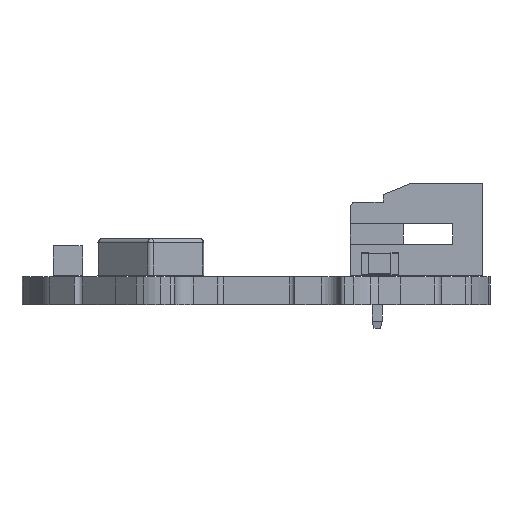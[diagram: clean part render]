
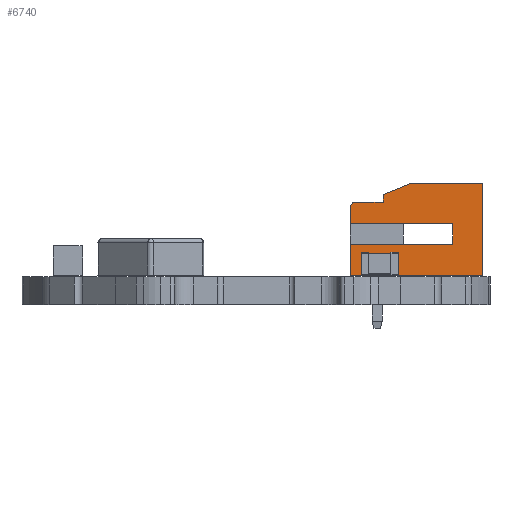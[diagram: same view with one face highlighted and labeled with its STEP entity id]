
A CAD part, left-side view. The second image highlights one B-rep face of the part: STEP entity #6740.
In plain terms, the highlighted planar face has unit normal (-1, 0, 0).
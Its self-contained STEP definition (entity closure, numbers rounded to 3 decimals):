
#3493 = VERTEX_POINT('',#3494);
#3494 = CARTESIAN_POINT('',(-4.,-3.5,0.));
#3500 = EDGE_CURVE('',#3493,#3501,#3503,.T.);
#3501 = VERTEX_POINT('',#3502);
#3502 = CARTESIAN_POINT('',(-4.,3.7,0.));
#3503 = LINE('',#3504,#3505);
#3504 = CARTESIAN_POINT('',(-4.,0.003,0.));
#3505 = VECTOR('',#3506,1.);
#3506 = DIRECTION('',(0.,1.,0.));
#4043 = VERTEX_POINT('',#4044);
#4044 = CARTESIAN_POINT('',(-4.,-1.9,2.8));
#4050 = EDGE_CURVE('',#4051,#4043,#4053,.T.);
#4051 = VERTEX_POINT('',#4052);
#4052 = CARTESIAN_POINT('',(-4.,3.7,2.8));
#4053 = LINE('',#4054,#4055);
#4054 = CARTESIAN_POINT('',(-4.,0.003,2.8));
#4055 = VECTOR('',#4056,1.);
#4056 = DIRECTION('',(0.,-1.,0.));
#4334 = VERTEX_POINT('',#4335);
#4335 = CARTESIAN_POINT('',(-4.,0.4,5.));
#4341 = EDGE_CURVE('',#4342,#4334,#4344,.T.);
#4342 = VERTEX_POINT('',#4343);
#4343 = CARTESIAN_POINT('',(-4.,-3.5,5.));
#4344 = LINE('',#4345,#4346);
#4345 = CARTESIAN_POINT('',(-4.,0.003,5.));
#4346 = VECTOR('',#4347,1.);
#4347 = DIRECTION('',(0.,1.,0.));
#4898 = VERTEX_POINT('',#4899);
#4899 = CARTESIAN_POINT('',(-4.,1.9,4.4));
#4905 = EDGE_CURVE('',#4334,#4898,#4906,.T.);
#4906 = LINE('',#4907,#4908);
#4907 = CARTESIAN_POINT('',(-4.,0.003,5.159));
#4908 = VECTOR('',#4909,1.);
#4909 = DIRECTION('',(0.,0.928,-0.371));
#5388 = VERTEX_POINT('',#5389);
#5389 = CARTESIAN_POINT('',(-4.,1.9,3.98));
#5395 = EDGE_CURVE('',#4898,#5388,#5396,.T.);
#5396 = LINE('',#5397,#5398);
#5397 = CARTESIAN_POINT('',(-4.,1.9,5.3));
#5398 = VECTOR('',#5399,1.);
#5399 = DIRECTION('',(0.,0.,-1.));
#5919 = EDGE_CURVE('',#3493,#4342,#5920,.T.);
#5920 = LINE('',#5921,#5922);
#5921 = CARTESIAN_POINT('',(-4.,-3.5,5.3));
#5922 = VECTOR('',#5923,1.);
#5923 = DIRECTION('',(0.,0.,1.));
#6264 = VERTEX_POINT('',#6265);
#6265 = CARTESIAN_POINT('',(-4.,-1.9,1.7));
#6271 = EDGE_CURVE('',#6264,#4043,#6272,.T.);
#6272 = LINE('',#6273,#6274);
#6273 = CARTESIAN_POINT('',(-4.,-1.9,2.318));
#6274 = VECTOR('',#6275,1.);
#6275 = DIRECTION('',(0.,0.,1.));
#6288 = VERTEX_POINT('',#6289);
#6289 = CARTESIAN_POINT('',(-4.,3.7,1.7));
#6297 = EDGE_CURVE('',#6298,#4051,#6300,.T.);
#6298 = VERTEX_POINT('',#6299);
#6299 = CARTESIAN_POINT('',(-4.,3.7,3.68));
#6300 = LINE('',#6301,#6302);
#6301 = CARTESIAN_POINT('',(-4.,3.7,5.3));
#6302 = VECTOR('',#6303,1.);
#6303 = DIRECTION('',(0.,0.,-1.));
#6320 = EDGE_CURVE('',#6288,#3501,#6321,.T.);
#6321 = LINE('',#6322,#6323);
#6322 = CARTESIAN_POINT('',(-4.,3.7,5.3));
#6323 = VECTOR('',#6324,1.);
#6324 = DIRECTION('',(0.,0.,-1.));
#6336 = EDGE_CURVE('',#6288,#6264,#6337,.T.);
#6337 = LINE('',#6338,#6339);
#6338 = CARTESIAN_POINT('',(-4.,0.003,1.7));
#6339 = VECTOR('',#6340,1.);
#6340 = DIRECTION('',(0.,-1.,0.));
#6650 = EDGE_CURVE('',#6651,#6298,#6653,.T.);
#6651 = VERTEX_POINT('',#6652);
#6652 = CARTESIAN_POINT('',(-4.,3.4,3.98));
#6653 = CIRCLE('',#6654,0.3);
#6654 = AXIS2_PLACEMENT_3D('',#6655,#6656,#6657);
#6655 = CARTESIAN_POINT('',(-4.,3.4,3.68));
#6656 = DIRECTION('',(-1.,0.,0.));
#6657 = DIRECTION('',(0.,-1.,0.));
#6677 = EDGE_CURVE('',#6651,#5388,#6678,.T.);
#6678 = LINE('',#6679,#6680);
#6679 = CARTESIAN_POINT('',(-4.,1.9,3.98));
#6680 = VECTOR('',#6681,1.);
#6681 = DIRECTION('',(0.,-1.,0.));
#6740 = ADVANCED_FACE('',(#6741),#6755,.T.);
#6741 = FACE_BOUND('',#6742,.T.);
#6742 = EDGE_LOOP('',(#6743,#6744,#6745,#6746,#6747,#6748,#6749,#6750,
    #6751,#6752,#6753,#6754));
#6743 = ORIENTED_EDGE('',*,*,#5919,.T.);
#6744 = ORIENTED_EDGE('',*,*,#4341,.T.);
#6745 = ORIENTED_EDGE('',*,*,#4905,.T.);
#6746 = ORIENTED_EDGE('',*,*,#5395,.T.);
#6747 = ORIENTED_EDGE('',*,*,#6677,.F.);
#6748 = ORIENTED_EDGE('',*,*,#6650,.T.);
#6749 = ORIENTED_EDGE('',*,*,#6297,.T.);
#6750 = ORIENTED_EDGE('',*,*,#4050,.T.);
#6751 = ORIENTED_EDGE('',*,*,#6271,.F.);
#6752 = ORIENTED_EDGE('',*,*,#6336,.F.);
#6753 = ORIENTED_EDGE('',*,*,#6320,.T.);
#6754 = ORIENTED_EDGE('',*,*,#3500,.F.);
#6755 = PLANE('',#6756);
#6756 = AXIS2_PLACEMENT_3D('',#6757,#6758,#6759);
#6757 = CARTESIAN_POINT('',(-4.,3.7,5.5));
#6758 = DIRECTION('',(-1.,0.,0.));
#6759 = DIRECTION('',(0.,-1.,0.));
